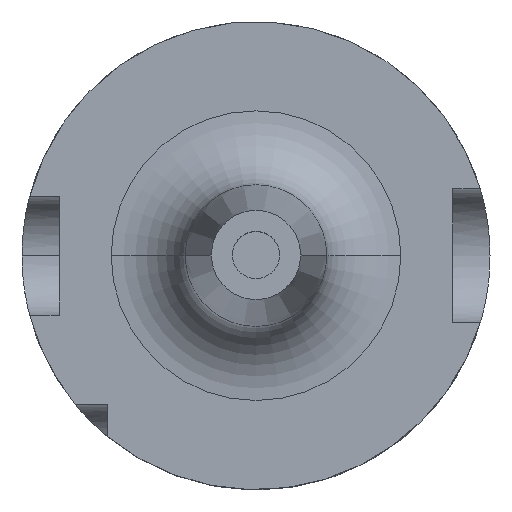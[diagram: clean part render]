
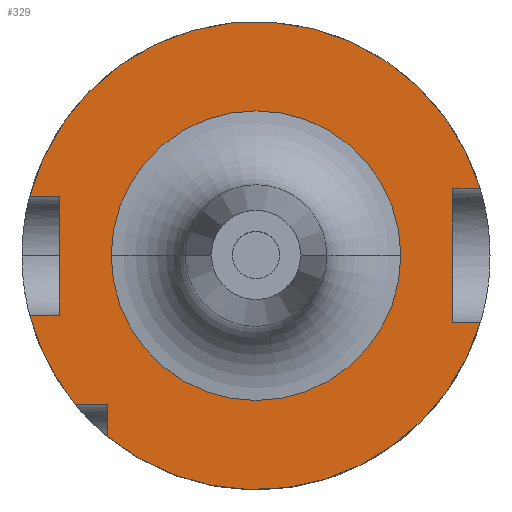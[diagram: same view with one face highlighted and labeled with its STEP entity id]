
A CAD part, top view. The second image highlights one B-rep face of the part: STEP entity #329.
In plain terms, the highlighted planar face has unit normal (0, 0, 1).
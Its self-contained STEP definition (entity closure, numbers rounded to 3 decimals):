
#2 = CIRCLE ( 'NONE', #1231, 31.5 ) ;
#97 = DIRECTION ( 'NONE',  ( -1., 0., 0. ) ) ;
#107 = CARTESIAN_POINT ( 'NONE',  ( 0., 8., 26. ) ) ;
#108 = CARTESIAN_POINT ( 'NONE',  ( -20., -20., 26. ) ) ;
#146 = VERTEX_POINT ( 'NONE', #269 ) ;
#176 = EDGE_CURVE ( 'NONE', #2861, #265, #2179, .T. ) ;
#230 = VERTEX_POINT ( 'NONE', #1717 ) ;
#265 = VERTEX_POINT ( 'NONE', #2737 ) ;
#269 = CARTESIAN_POINT ( 'NONE',  ( -26.5, -8., 26. ) ) ;
#282 = DIRECTION ( 'NONE',  ( 1., 0., 0. ) ) ;
#291 = VECTOR ( 'NONE', #2035, 1000. ) ;
#310 = EDGE_CURVE ( 'NONE', #2735, #230, #992, .T. ) ;
#329 = ADVANCED_FACE ( 'NONE', ( #1588, #813 ), #456, .T. ) ;
#335 = CARTESIAN_POINT ( 'NONE',  ( 19.494, 0., 26. ) ) ;
#347 = DIRECTION ( 'NONE',  ( 0., 0., 1. ) ) ;
#408 = VERTEX_POINT ( 'NONE', #3065 ) ;
#456 = PLANE ( 'NONE',  #1031 ) ;
#460 = EDGE_CURVE ( 'NONE', #2735, #3037, #2, .T. ) ;
#470 = ORIENTED_EDGE ( 'NONE', *, *, #1650, .F. ) ;
#543 = VERTEX_POINT ( 'NONE', #1112 ) ;
#624 = CARTESIAN_POINT ( 'NONE',  ( 26.5, 0., 26. ) ) ;
#758 = CARTESIAN_POINT ( 'NONE',  ( 0., 0., 26. ) ) ;
#780 = LINE ( 'NONE', #3242, #1457 ) ;
#794 = CARTESIAN_POINT ( 'NONE',  ( 0., 0., 26. ) ) ;
#796 = EDGE_CURVE ( 'NONE', #2318, #408, #2267, .T. ) ;
#802 = EDGE_CURVE ( 'NONE', #3037, #1914, #780, .T. ) ;
#813 = FACE_OUTER_BOUND ( 'NONE', #2381, .T. ) ;
#881 = CARTESIAN_POINT ( 'NONE',  ( 30.187, -9., 26. ) ) ;
#967 = CARTESIAN_POINT ( 'NONE',  ( -26.5, 8., 26. ) ) ;
#992 = LINE ( 'NONE', #1664, #1755 ) ;
#999 = CARTESIAN_POINT ( 'NONE',  ( 0., -8., 26. ) ) ;
#1031 = AXIS2_PLACEMENT_3D ( 'NONE', #758, #347, #282 ) ;
#1078 = DIRECTION ( 'NONE',  ( -1., 0., 0. ) ) ;
#1097 = ORIENTED_EDGE ( 'NONE', *, *, #3100, .F. ) ;
#1112 = CARTESIAN_POINT ( 'NONE',  ( 30.187, 9., 26. ) ) ;
#1137 = ORIENTED_EDGE ( 'NONE', *, *, #2747, .T. ) ;
#1149 = CARTESIAN_POINT ( 'NONE',  ( 26.5, 9., 26. ) ) ;
#1166 = AXIS2_PLACEMENT_3D ( 'NONE', #1259, #1271, #1284 ) ;
#1182 = EDGE_CURVE ( 'NONE', #2581, #543, #1594, .T. ) ;
#1231 = AXIS2_PLACEMENT_3D ( 'NONE', #1742, #1700, #1618 ) ;
#1259 = CARTESIAN_POINT ( 'NONE',  ( 0., 0., 26. ) ) ;
#1262 = DIRECTION ( 'NONE',  ( 1., 0., 0. ) ) ;
#1271 = DIRECTION ( 'NONE',  ( 0., 0., -1. ) ) ;
#1284 = DIRECTION ( 'NONE',  ( 1., 0., 0. ) ) ;
#1427 = CARTESIAN_POINT ( 'NONE',  ( 0., 0., 26. ) ) ;
#1457 = VECTOR ( 'NONE', #2002, 1000. ) ;
#1508 = DIRECTION ( 'NONE',  ( 0., 1., 0. ) ) ;
#1525 = DIRECTION ( 'NONE',  ( -1., 0., 0. ) ) ;
#1549 = CARTESIAN_POINT ( 'NONE',  ( 0., 9., 26. ) ) ;
#1588 = FACE_BOUND ( 'NONE', #1837, .T. ) ;
#1594 = LINE ( 'NONE', #1549, #2139 ) ;
#1609 = ORIENTED_EDGE ( 'NONE', *, *, #2791, .F. ) ;
#1618 = DIRECTION ( 'NONE',  ( -1., 0., 0. ) ) ;
#1627 = DIRECTION ( 'NONE',  ( -1., 0., 0. ) ) ;
#1628 = VECTOR ( 'NONE', #1508, 1000. ) ;
#1650 = EDGE_CURVE ( 'NONE', #1914, #2318, #2014, .T. ) ;
#1664 = CARTESIAN_POINT ( 'NONE',  ( 0., -9., 26. ) ) ;
#1688 = AXIS2_PLACEMENT_3D ( 'NONE', #1897, #1863, #1820 ) ;
#1693 = ORIENTED_EDGE ( 'NONE', *, *, #2123, .T. ) ;
#1700 = DIRECTION ( 'NONE',  ( 0., 0., -1. ) ) ;
#1707 = DIRECTION ( 'NONE',  ( 1., 0., 0. ) ) ;
#1717 = CARTESIAN_POINT ( 'NONE',  ( 26.5, -9., 26. ) ) ;
#1742 = CARTESIAN_POINT ( 'NONE',  ( 0., 0., 26. ) ) ;
#1749 = CARTESIAN_POINT ( 'NONE',  ( 0., -20., 26. ) ) ;
#1752 = CARTESIAN_POINT ( 'NONE',  ( -24.336, -20., 26. ) ) ;
#1755 = VECTOR ( 'NONE', #1627, 1000. ) ;
#1820 = DIRECTION ( 'NONE',  ( -1., 0., 0. ) ) ;
#1831 = ORIENTED_EDGE ( 'NONE', *, *, #2387, .F. ) ;
#1837 = EDGE_LOOP ( 'NONE', ( #1693, #3122 ) ) ;
#1863 = DIRECTION ( 'NONE',  ( 0., 0., -1. ) ) ;
#1897 = CARTESIAN_POINT ( 'NONE',  ( 0., 0., 26. ) ) ;
#1914 = VERTEX_POINT ( 'NONE', #108 ) ;
#1932 = LINE ( 'NONE', #999, #3231 ) ;
#1958 = VERTEX_POINT ( 'NONE', #335 ) ;
#1972 = CIRCLE ( 'NONE', #2517, 19.494 ) ;
#2002 = DIRECTION ( 'NONE',  ( 0., 1., 0. ) ) ;
#2014 = LINE ( 'NONE', #1749, #3403 ) ;
#2035 = DIRECTION ( 'NONE',  ( 0., 1., 0. ) ) ;
#2123 = EDGE_CURVE ( 'NONE', #1958, #3593, #3351, .T. ) ;
#2139 = VECTOR ( 'NONE', #2180, 1000. ) ;
#2179 = LINE ( 'NONE', #107, #3495 ) ;
#2180 = DIRECTION ( 'NONE',  ( 1., 0., 0. ) ) ;
#2267 = CIRCLE ( 'NONE', #1688, 31.5 ) ;
#2288 = ORIENTED_EDGE ( 'NONE', *, *, #796, .F. ) ;
#2318 = VERTEX_POINT ( 'NONE', #1752 ) ;
#2381 = EDGE_LOOP ( 'NONE', ( #470, #2966, #3539, #2684, #1137, #3550, #1097, #2905, #1609, #1831, #2288 ) ) ;
#2387 = EDGE_CURVE ( 'NONE', #408, #146, #1932, .T. ) ;
#2454 = AXIS2_PLACEMENT_3D ( 'NONE', #794, #2758, #1078 ) ;
#2517 = AXIS2_PLACEMENT_3D ( 'NONE', #1427, #3368, #1707 ) ;
#2518 = LINE ( 'NONE', #2882, #1628 ) ;
#2581 = VERTEX_POINT ( 'NONE', #1149 ) ;
#2639 = EDGE_CURVE ( 'NONE', #3593, #1958, #1972, .T. ) ;
#2684 = ORIENTED_EDGE ( 'NONE', *, *, #310, .T. ) ;
#2694 = CARTESIAN_POINT ( 'NONE',  ( -19.494, 0., 26. ) ) ;
#2735 = VERTEX_POINT ( 'NONE', #881 ) ;
#2737 = CARTESIAN_POINT ( 'NONE',  ( -30.467, 8., 26. ) ) ;
#2747 = EDGE_CURVE ( 'NONE', #230, #2581, #3348, .T. ) ;
#2758 = DIRECTION ( 'NONE',  ( 0., 0., -1. ) ) ;
#2791 = EDGE_CURVE ( 'NONE', #146, #2861, #2518, .T. ) ;
#2861 = VERTEX_POINT ( 'NONE', #967 ) ;
#2882 = CARTESIAN_POINT ( 'NONE',  ( -26.5, 0., 26. ) ) ;
#2905 = ORIENTED_EDGE ( 'NONE', *, *, #176, .F. ) ;
#2966 = ORIENTED_EDGE ( 'NONE', *, *, #802, .F. ) ;
#3037 = VERTEX_POINT ( 'NONE', #3284 ) ;
#3065 = CARTESIAN_POINT ( 'NONE',  ( -30.467, -8., 26. ) ) ;
#3076 = CIRCLE ( 'NONE', #2454, 31.5 ) ;
#3100 = EDGE_CURVE ( 'NONE', #265, #543, #3076, .T. ) ;
#3122 = ORIENTED_EDGE ( 'NONE', *, *, #2639, .T. ) ;
#3231 = VECTOR ( 'NONE', #1262, 1000. ) ;
#3242 = CARTESIAN_POINT ( 'NONE',  ( -20., 0., 26. ) ) ;
#3284 = CARTESIAN_POINT ( 'NONE',  ( -20., -24.336, 26. ) ) ;
#3348 = LINE ( 'NONE', #624, #291 ) ;
#3351 = CIRCLE ( 'NONE', #1166, 19.494 ) ;
#3368 = DIRECTION ( 'NONE',  ( 0., 0., -1. ) ) ;
#3403 = VECTOR ( 'NONE', #1525, 1000. ) ;
#3495 = VECTOR ( 'NONE', #97, 1000. ) ;
#3539 = ORIENTED_EDGE ( 'NONE', *, *, #460, .F. ) ;
#3550 = ORIENTED_EDGE ( 'NONE', *, *, #1182, .T. ) ;
#3593 = VERTEX_POINT ( 'NONE', #2694 ) ;
